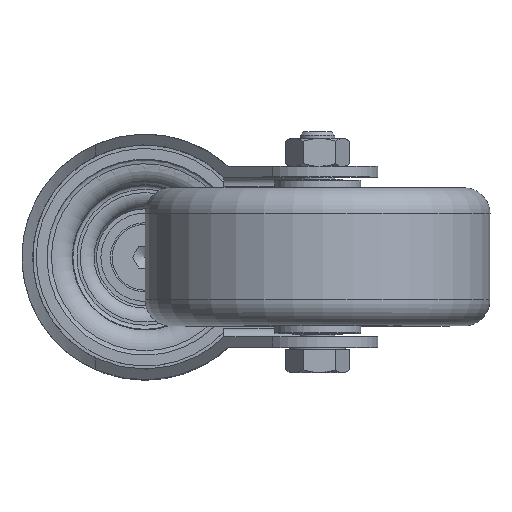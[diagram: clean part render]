
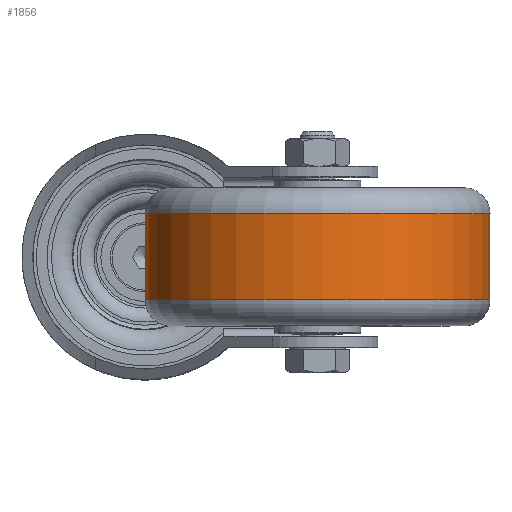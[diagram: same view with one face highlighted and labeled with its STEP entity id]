
A CAD part, top view. The second image highlights one B-rep face of the part: STEP entity #1856.
In plain terms, the highlighted cylindrical face has radius 40 mm (diameter 80 mm), a full revolution.
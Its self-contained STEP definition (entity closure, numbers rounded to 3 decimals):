
#1856=ADVANCED_FACE('',(#2259,#2260),#2261,.T.);
#2259=FACE_OUTER_BOUND('',#2886,.T.);
#2260=FACE_OUTER_BOUND('',#2887,.T.);
#2261=CYLINDRICAL_SURFACE('',#2888,40.0);
#2886=EDGE_LOOP('',(#4045));
#2887=EDGE_LOOP('',(#4046));
#2888=AXIS2_PLACEMENT_3D('',#4047,#4048,#4049);
#4045=ORIENTED_EDGE('',*,*,#5446,.T.);
#4046=ORIENTED_EDGE('',*,*,#5449,.T.);
#4047=CARTESIAN_POINT('',(0.0,0.0,0.0));
#4048=DIRECTION('',(0.0,0.0,-1.0));
#4049=DIRECTION('',(-1.0,0.0,0.0));
#5446=EDGE_CURVE('',#6190,#6190,#6191,.F.);
#5449=EDGE_CURVE('',#6196,#6196,#6197,.F.);
#6190=VERTEX_POINT('',#7363);
#6191=CIRCLE('',#7364,40.0);
#6196=VERTEX_POINT('',#7369);
#6197=CIRCLE('',#7370,40.0);
#7363=CARTESIAN_POINT('',(-40.0,0.,-10.0));
#7364=AXIS2_PLACEMENT_3D('',#9080,#9081,#9082);
#7369=CARTESIAN_POINT('',(40.0,0.,10.0));
#7370=AXIS2_PLACEMENT_3D('',#9089,#9090,#9091);
#9080=CARTESIAN_POINT('',(0.0,0.0,-10.0));
#9081=DIRECTION('',(0.0,0.0,-1.0));
#9082=DIRECTION('',(-1.0,0.0,0.0));
#9089=CARTESIAN_POINT('',(0.0,0.0,10.0));
#9090=DIRECTION('',(0.0,0.0,1.0));
#9091=DIRECTION('',(1.0,0.0,0.0));
